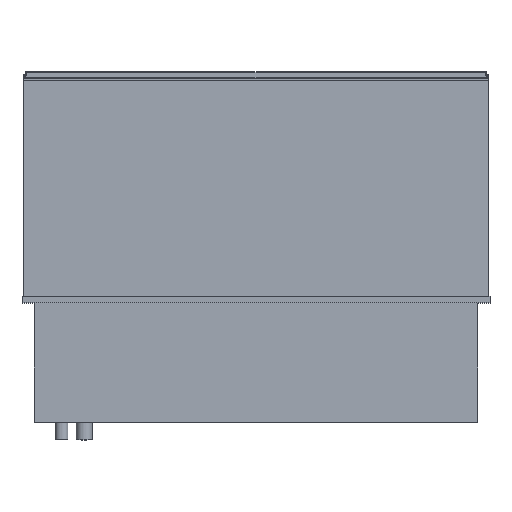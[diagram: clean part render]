
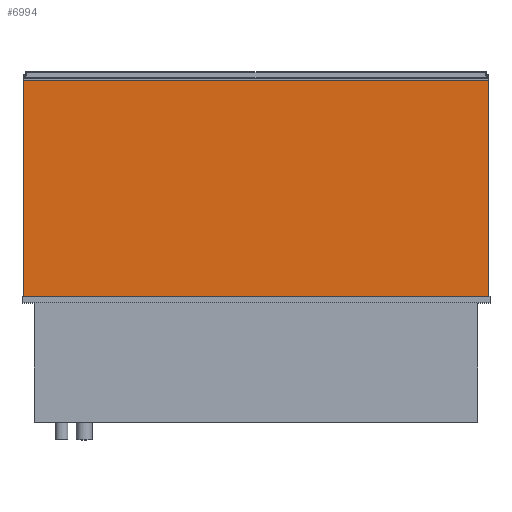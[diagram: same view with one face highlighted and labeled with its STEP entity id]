
A CAD part, top view. The second image highlights one B-rep face of the part: STEP entity #6994.
In plain terms, the highlighted planar face has unit normal (0, 0, 1).
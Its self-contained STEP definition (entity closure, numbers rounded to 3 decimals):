
#530=FACE_OUTER_BOUND('',#946,.T.);
#946=EDGE_LOOP('',(#5989,#5990,#5991,#5992));
#1750=LINE('',#11058,#2640);
#1768=LINE('',#11093,#2658);
#1769=LINE('',#11096,#2659);
#1770=LINE('',#11097,#2660);
#2640=VECTOR('',#9086,10.);
#2658=VECTOR('',#9118,10.);
#2659=VECTOR('',#9121,10.);
#2660=VECTOR('',#9122,10.);
#3323=VERTEX_POINT('',#11051);
#3326=VERTEX_POINT('',#11056);
#3336=VERTEX_POINT('',#11091);
#3337=VERTEX_POINT('',#11095);
#4222=EDGE_CURVE('',#3326,#3323,#1750,.T.);
#4240=EDGE_CURVE('',#3336,#3323,#1768,.T.);
#4241=EDGE_CURVE('',#3337,#3336,#1769,.T.);
#4242=EDGE_CURVE('',#3337,#3326,#1770,.T.);
#5989=ORIENTED_EDGE('',*,*,#4241,.T.);
#5990=ORIENTED_EDGE('',*,*,#4240,.T.);
#5991=ORIENTED_EDGE('',*,*,#4222,.F.);
#5992=ORIENTED_EDGE('',*,*,#4242,.F.);
#6597=PLANE('',#7510);
#6994=ADVANCED_FACE('',(#530),#6597,.T.);
#7510=AXIS2_PLACEMENT_3D('',#11094,#9119,#9120);
#9086=DIRECTION('',(1.,0.,0.));
#9118=DIRECTION('',(0.,1.,0.));
#9119=DIRECTION('center_axis',(0.,0.,1.));
#9120=DIRECTION('ref_axis',(1.,0.,0.));
#9121=DIRECTION('',(1.,0.,0.));
#9122=DIRECTION('',(0.,1.,0.));
#11051=CARTESIAN_POINT('',(720.,690.,347.5));
#11056=CARTESIAN_POINT('',(-720.,690.,347.5));
#11058=CARTESIAN_POINT('',(-720.,690.,347.5));
#11091=CARTESIAN_POINT('',(720.,20.,347.5));
#11093=CARTESIAN_POINT('',(720.,20.,347.5));
#11094=CARTESIAN_POINT('Origin',(-720.,20.,347.5));
#11095=CARTESIAN_POINT('',(-720.,20.,347.5));
#11096=CARTESIAN_POINT('',(-720.,20.,347.5));
#11097=CARTESIAN_POINT('',(-720.,20.,347.5));
